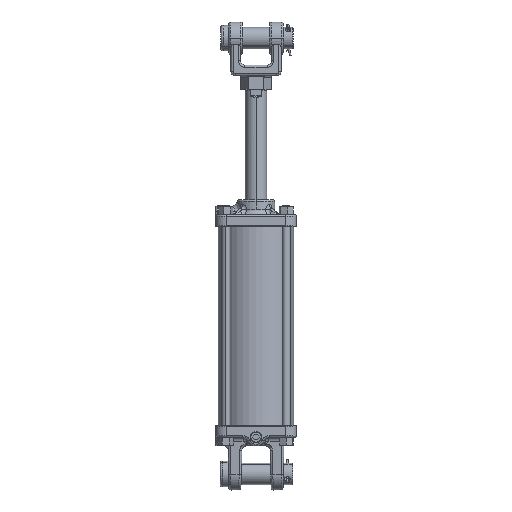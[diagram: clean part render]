
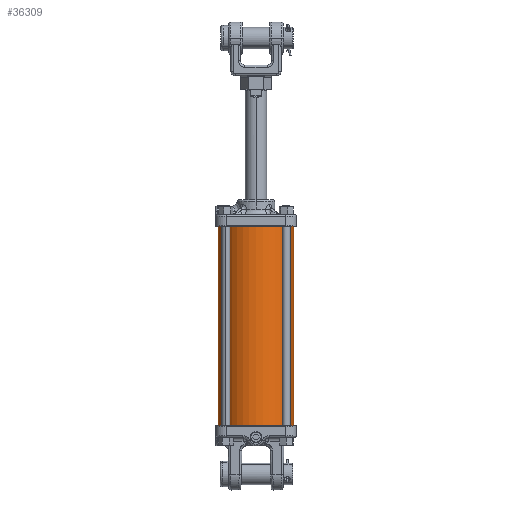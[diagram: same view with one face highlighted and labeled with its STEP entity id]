
A CAD part, left-side view. The second image highlights one B-rep face of the part: STEP entity #36309.
In plain terms, the highlighted cylindrical face has radius 44.45 mm (diameter 88.9 mm), a partial arc.
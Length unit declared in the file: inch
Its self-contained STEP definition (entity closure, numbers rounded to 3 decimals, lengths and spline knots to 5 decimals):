
#545 = DIRECTION ( 'NONE',  ( 0., 0., 1. ) ) ;
#1275 = CIRCLE ( 'NONE', #16792, 1.75 ) ;
#2452 = VECTOR ( 'NONE', #545, 39.37008 ) ;
#6198 = DIRECTION ( 'NONE',  ( 0., 0., 1. ) ) ;
#6357 = CARTESIAN_POINT ( 'NONE',  ( -1.75, 0., -9.375 ) ) ;
#7627 = ORIENTED_EDGE ( 'NONE', *, *, #28499, .F. ) ;
#8756 = FACE_OUTER_BOUND ( 'NONE', #27351, .T. ) ;
#10454 = AXIS2_PLACEMENT_3D ( 'NONE', #19841, #6198, #16827 ) ;
#10455 = AXIS2_PLACEMENT_3D ( 'NONE', #39544, #25016, #14192 ) ;
#11249 = VECTOR ( 'NONE', #43400, 39.37008 ) ;
#12107 = CARTESIAN_POINT ( 'NONE',  ( 0., 0., -9.375 ) ) ;
#12321 = DIRECTION ( 'NONE',  ( 0., 0., -1. ) ) ;
#14192 = DIRECTION ( 'NONE',  ( 1., 0., 0. ) ) ;
#16792 = AXIS2_PLACEMENT_3D ( 'NONE', #12107, #12321, #22701 ) ;
#16827 = DIRECTION ( 'NONE',  ( 1., 0., 0. ) ) ;
#19378 = CARTESIAN_POINT ( 'NONE',  ( 1.75, 0., 0. ) ) ;
#19467 = VERTEX_POINT ( 'NONE', #32875 ) ;
#19841 = CARTESIAN_POINT ( 'NONE',  ( 0., 0., -14.44975 ) ) ;
#20681 = EDGE_CURVE ( 'NONE', #19467, #35772, #1275, .T. ) ;
#21753 = CARTESIAN_POINT ( 'NONE',  ( -1.75, 0., 0. ) ) ;
#22131 = VERTEX_POINT ( 'NONE', #19378 ) ;
#22701 = DIRECTION ( 'NONE',  ( 1., 0., 0. ) ) ;
#25016 = DIRECTION ( 'NONE',  ( 0., 0., 1. ) ) ;
#25291 = ORIENTED_EDGE ( 'NONE', *, *, #31756, .F. ) ;
#27351 = EDGE_LOOP ( 'NONE', ( #25291, #43572, #33541, #7627 ) ) ;
#28499 = EDGE_CURVE ( 'NONE', #41731, #22131, #34767, .T. ) ;
#30023 = LINE ( 'NONE', #36253, #11249 ) ;
#30880 = EDGE_CURVE ( 'NONE', #19467, #22131, #30023, .T. ) ;
#31756 = EDGE_CURVE ( 'NONE', #35772, #41731, #40013, .T. ) ;
#32875 = CARTESIAN_POINT ( 'NONE',  ( 1.75, 0., -9.375 ) ) ;
#33541 = ORIENTED_EDGE ( 'NONE', *, *, #30880, .T. ) ;
#33667 = CYLINDRICAL_SURFACE ( 'NONE', #10454, 1.75 ) ;
#34767 = CIRCLE ( 'NONE', #10455, 1.75 ) ;
#35772 = VERTEX_POINT ( 'NONE', #6357 ) ;
#36253 = CARTESIAN_POINT ( 'NONE',  ( 1.75, 0., -14.44975 ) ) ;
#36309 = ADVANCED_FACE ( 'NONE', ( #8756 ), #33667, .T. ) ;
#36544 = CARTESIAN_POINT ( 'NONE',  ( -1.75, 0., -14.44975 ) ) ;
#39544 = CARTESIAN_POINT ( 'NONE',  ( 0., 0., 0. ) ) ;
#40013 = LINE ( 'NONE', #36544, #2452 ) ;
#41731 = VERTEX_POINT ( 'NONE', #21753 ) ;
#43400 = DIRECTION ( 'NONE',  ( 0., 0., 1. ) ) ;
#43572 = ORIENTED_EDGE ( 'NONE', *, *, #20681, .F. ) ;
